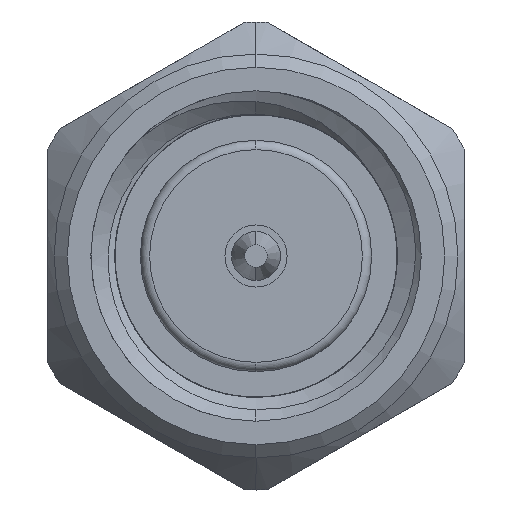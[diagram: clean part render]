
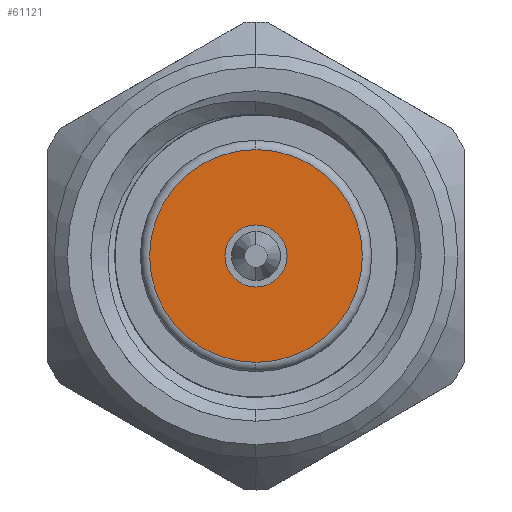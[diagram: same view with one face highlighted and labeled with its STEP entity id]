
A CAD part, left-side view. The second image highlights one B-rep face of the part: STEP entity #61121.
In plain terms, the highlighted planar face has unit normal (-1, 0, 0).
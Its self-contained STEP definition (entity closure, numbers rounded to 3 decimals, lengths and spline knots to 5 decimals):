
#375 = ORIENTED_EDGE ( 'NONE', *, *, #47057, .T. ) ;
#1659 = AXIS2_PLACEMENT_3D ( 'NONE', #44100, #22972, #59379 ) ;
#9343 = FACE_BOUND ( 'NONE', #20623, .T. ) ;
#11207 = CIRCLE ( 'NONE', #49276, 0.0805 ) ;
#13816 = DIRECTION ( 'NONE',  ( -1., 0., 0. ) ) ;
#16754 = ORIENTED_EDGE ( 'NONE', *, *, #51872, .F. ) ;
#18186 = VERTEX_POINT ( 'NONE', #51395 ) ;
#20263 = FACE_OUTER_BOUND ( 'NONE', #33984, .T. ) ;
#20310 = DIRECTION ( 'NONE',  ( 0., 0., -1. ) ) ;
#20623 = EDGE_LOOP ( 'NONE', ( #16754, #54338 ) ) ;
#22120 = EDGE_CURVE ( 'NONE', #18186, #60748, #43900, .T. ) ;
#22972 = DIRECTION ( 'NONE',  ( -1., 0., 0. ) ) ;
#30479 = PLANE ( 'NONE',  #32069 ) ;
#30901 = AXIS2_PLACEMENT_3D ( 'NONE', #46533, #43061, #38290 ) ;
#30930 = AXIS2_PLACEMENT_3D ( 'NONE', #39223, #59904, #33746 ) ;
#31969 = CIRCLE ( 'NONE', #30930, 0.0235 ) ;
#32069 = AXIS2_PLACEMENT_3D ( 'NONE', #46481, #55343, #45464 ) ;
#32080 = VERTEX_POINT ( 'NONE', #40541 ) ;
#33746 = DIRECTION ( 'NONE',  ( 0., 0., -1. ) ) ;
#33984 = EDGE_LOOP ( 'NONE', ( #58668, #375 ) ) ;
#35911 = EDGE_CURVE ( 'NONE', #37043, #32080, #48401, .T. ) ;
#37043 = VERTEX_POINT ( 'NONE', #48935 ) ;
#38290 = DIRECTION ( 'NONE',  ( 0., 0., -1. ) ) ;
#39223 = CARTESIAN_POINT ( 'NONE',  ( 0.1, 0., 0. ) ) ;
#40541 = CARTESIAN_POINT ( 'NONE',  ( 0.1, 0., 0.0805 ) ) ;
#42393 = CARTESIAN_POINT ( 'NONE',  ( 0.1, 0., -0.0235 ) ) ;
#43061 = DIRECTION ( 'NONE',  ( -1., 0., 0. ) ) ;
#43900 = CIRCLE ( 'NONE', #30901, 0.0235 ) ;
#44100 = CARTESIAN_POINT ( 'NONE',  ( 0.1, 0., 0. ) ) ;
#45464 = DIRECTION ( 'NONE',  ( 0., 0., -1. ) ) ;
#46481 = CARTESIAN_POINT ( 'NONE',  ( 0.1, 0., 0. ) ) ;
#46533 = CARTESIAN_POINT ( 'NONE',  ( 0.1, 0., 0. ) ) ;
#47057 = EDGE_CURVE ( 'NONE', #32080, #37043, #11207, .T. ) ;
#48401 = CIRCLE ( 'NONE', #1659, 0.0805 ) ;
#48935 = CARTESIAN_POINT ( 'NONE',  ( 0.1, 0., -0.0805 ) ) ;
#49276 = AXIS2_PLACEMENT_3D ( 'NONE', #60772, #13816, #20310 ) ;
#51395 = CARTESIAN_POINT ( 'NONE',  ( 0.1, 0., 0.0235 ) ) ;
#51872 = EDGE_CURVE ( 'NONE', #60748, #18186, #31969, .T. ) ;
#54338 = ORIENTED_EDGE ( 'NONE', *, *, #22120, .F. ) ;
#55343 = DIRECTION ( 'NONE',  ( 1., 0., 0. ) ) ;
#58668 = ORIENTED_EDGE ( 'NONE', *, *, #35911, .T. ) ;
#59379 = DIRECTION ( 'NONE',  ( 0., 0., -1. ) ) ;
#59904 = DIRECTION ( 'NONE',  ( -1., 0., 0. ) ) ;
#60748 = VERTEX_POINT ( 'NONE', #42393 ) ;
#60772 = CARTESIAN_POINT ( 'NONE',  ( 0.1, 0., 0. ) ) ;
#61121 = ADVANCED_FACE ( 'NONE', ( #20263, #9343 ), #30479, .F. ) ;
